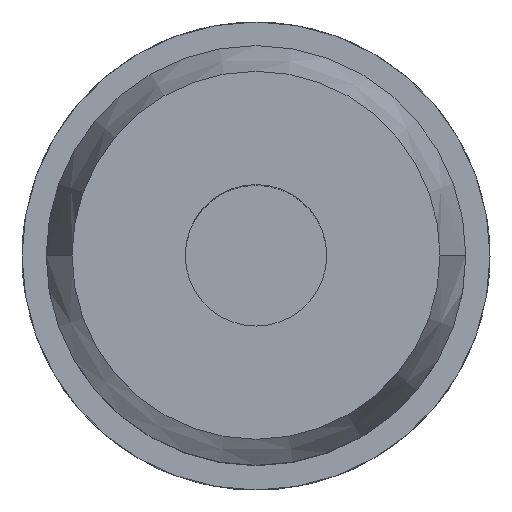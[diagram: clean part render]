
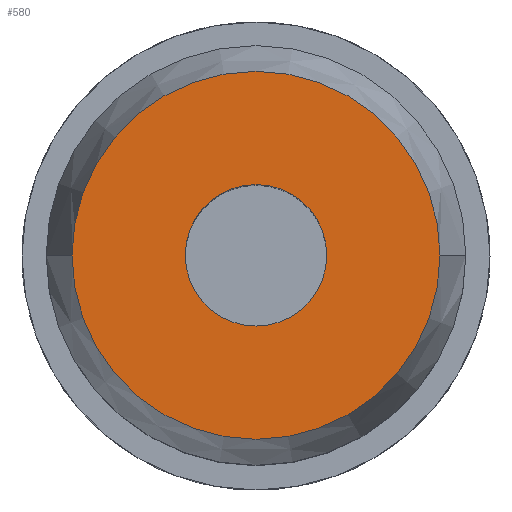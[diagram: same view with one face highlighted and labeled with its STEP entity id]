
A CAD part, top view. The second image highlights one B-rep face of the part: STEP entity #580.
In plain terms, the highlighted planar face has unit normal (0, 0, 1).
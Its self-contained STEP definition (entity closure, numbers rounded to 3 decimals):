
#58 = EDGE_CURVE ( 'NONE', #1454, #950, #481, .T. ) ;
#82 = CARTESIAN_POINT ( 'NONE',  ( 0., 0., 80. ) ) ;
#110 = CIRCLE ( 'NONE', #1476, 24.77 ) ;
#113 = ORIENTED_EDGE ( 'NONE', *, *, #1121, .T. ) ;
#131 = CARTESIAN_POINT ( 'NONE',  ( 24.77, 0., 80. ) ) ;
#165 = EDGE_CURVE ( 'NONE', #637, #616, #1211, .T. ) ;
#223 = FACE_OUTER_BOUND ( 'NONE', #940, .T. ) ;
#229 = CARTESIAN_POINT ( 'NONE',  ( 0., 0., 80. ) ) ;
#286 = DIRECTION ( 'NONE',  ( 0., 0., 1. ) ) ;
#340 = DIRECTION ( 'NONE',  ( 0., 0., -1. ) ) ;
#416 = AXIS2_PLACEMENT_3D ( 'NONE', #229, #1182, #1348 ) ;
#458 = DIRECTION ( 'NONE',  ( -1., 0., 0. ) ) ;
#481 = CIRCLE ( 'NONE', #416, 24.77 ) ;
#508 = CIRCLE ( 'NONE', #1458, 9.525 ) ;
#573 = DIRECTION ( 'NONE',  ( 0., 0., -1. ) ) ;
#580 = ADVANCED_FACE ( 'NONE', ( #1338, #223 ), #1209, .T. ) ;
#616 = VERTEX_POINT ( 'NONE', #1116 ) ;
#637 = VERTEX_POINT ( 'NONE', #975 ) ;
#672 = CARTESIAN_POINT ( 'NONE',  ( -24.77, 0., 80. ) ) ;
#695 = CARTESIAN_POINT ( 'NONE',  ( 0., 24.77, 80. ) ) ;
#711 = DIRECTION ( 'NONE',  ( -1., 0., 0. ) ) ;
#841 = ORIENTED_EDGE ( 'NONE', *, *, #165, .T. ) ;
#940 = EDGE_LOOP ( 'NONE', ( #1007, #1607 ) ) ;
#950 = VERTEX_POINT ( 'NONE', #672 ) ;
#975 = CARTESIAN_POINT ( 'NONE',  ( -9.525, 0., 80. ) ) ;
#1007 = ORIENTED_EDGE ( 'NONE', *, *, #1518, .F. ) ;
#1013 = DIRECTION ( 'NONE',  ( -1., 0., 0. ) ) ;
#1116 = CARTESIAN_POINT ( 'NONE',  ( 9.525, 0., 80. ) ) ;
#1121 = EDGE_CURVE ( 'NONE', #616, #637, #508, .T. ) ;
#1182 = DIRECTION ( 'NONE',  ( 0., 0., -1. ) ) ;
#1209 = PLANE ( 'NONE',  #1366 ) ;
#1211 = CIRCLE ( 'NONE', #1353, 9.525 ) ;
#1338 = FACE_BOUND ( 'NONE', #1418, .T. ) ;
#1348 = DIRECTION ( 'NONE',  ( -1., 0., 0. ) ) ;
#1353 = AXIS2_PLACEMENT_3D ( 'NONE', #82, #340, #1013 ) ;
#1366 = AXIS2_PLACEMENT_3D ( 'NONE', #695, #286, #1639 ) ;
#1370 = CARTESIAN_POINT ( 'NONE',  ( 0., 0., 80. ) ) ;
#1408 = DIRECTION ( 'NONE',  ( 0., 0., -1. ) ) ;
#1418 = EDGE_LOOP ( 'NONE', ( #841, #113 ) ) ;
#1454 = VERTEX_POINT ( 'NONE', #131 ) ;
#1458 = AXIS2_PLACEMENT_3D ( 'NONE', #1370, #573, #711 ) ;
#1476 = AXIS2_PLACEMENT_3D ( 'NONE', #1541, #1408, #458 ) ;
#1518 = EDGE_CURVE ( 'NONE', #950, #1454, #110, .T. ) ;
#1541 = CARTESIAN_POINT ( 'NONE',  ( 0., 0., 80. ) ) ;
#1607 = ORIENTED_EDGE ( 'NONE', *, *, #58, .F. ) ;
#1639 = DIRECTION ( 'NONE',  ( 1., 0., 0. ) ) ;
